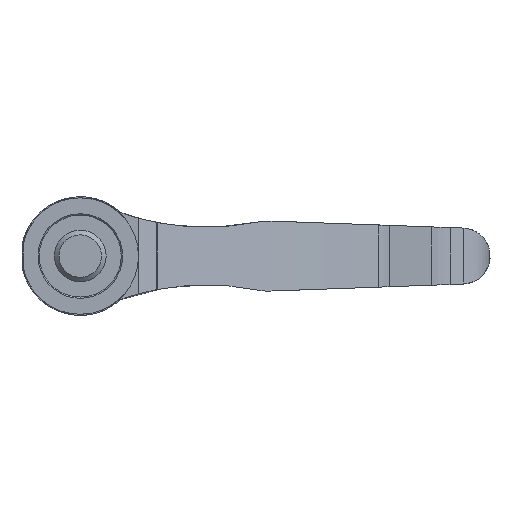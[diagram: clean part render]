
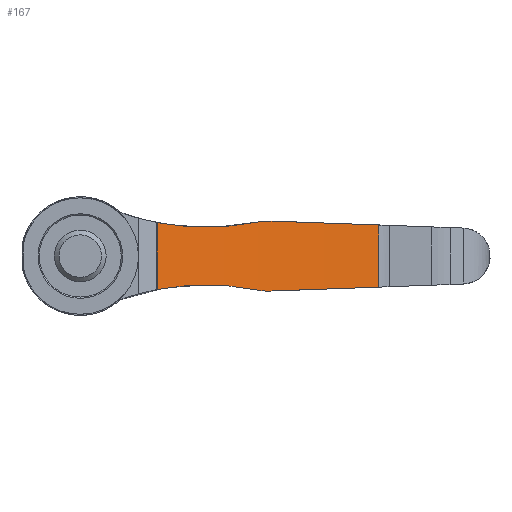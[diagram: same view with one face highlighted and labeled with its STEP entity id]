
A CAD part, front view. The second image highlights one B-rep face of the part: STEP entity #167.
In plain terms, the highlighted cylindrical face has radius 252.32 mm (diameter 504.64 mm), a partial arc.
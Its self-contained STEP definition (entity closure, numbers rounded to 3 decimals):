
#167 = ADVANCED_FACE( '', ( #354 ), #355, .F. );
#354 = FACE_OUTER_BOUND( '', #554, .T. );
#355 = CYLINDRICAL_SURFACE( '', #555, 252.32 );
#554 = EDGE_LOOP( '', ( #979, #980, #981, #982, #983, #984, #985, #986 ) );
#555 = AXIS2_PLACEMENT_3D( '', #987, #988, #989 );
#979 = ORIENTED_EDGE( '', *, *, #1231, .T. );
#980 = ORIENTED_EDGE( '', *, *, #1294, .F. );
#981 = ORIENTED_EDGE( '', *, *, #1251, .T. );
#982 = ORIENTED_EDGE( '', *, *, #1186, .T. );
#983 = ORIENTED_EDGE( '', *, *, #1284, .F. );
#984 = ORIENTED_EDGE( '', *, *, #1268, .T. );
#985 = ORIENTED_EDGE( '', *, *, #1165, .T. );
#986 = ORIENTED_EDGE( '', *, *, #1272, .F. );
#987 = CARTESIAN_POINT( '', ( 132.162, -195.671, 27.5 ) );
#988 = DIRECTION( '', ( 0., 0., 1. ) );
#989 = DIRECTION( '', ( -1., 0., 0. ) );
#1165 = EDGE_CURVE( '', #1393, #1394, #1395, .T. );
#1186 = EDGE_CURVE( '', #1428, #1426, #1429, .F. );
#1231 = EDGE_CURVE( '', #1502, #1500, #1503, .T. );
#1251 = EDGE_CURVE( '', #1529, #1428, #1530, .T. );
#1268 = EDGE_CURVE( '', #1552, #1393, #1553, .F. );
#1272 = EDGE_CURVE( '', #1502, #1394, #1557, .T. );
#1284 = EDGE_CURVE( '', #1552, #1426, #1574, .T. );
#1294 = EDGE_CURVE( '', #1529, #1500, #1585, .T. );
#1393 = VERTEX_POINT( '', #1933 );
#1394 = VERTEX_POINT( '', #1934 );
#1395 = B_SPLINE_CURVE_WITH_KNOTS( '', 3, ( #1935, #1936, #1937, #1938 ), .UNSPECIFIED., .F., .F., ( 4, 4 ), ( 0., 0.003 ), .UNSPECIFIED. );
#1426 = VERTEX_POINT( '', #1977 );
#1428 = VERTEX_POINT( '', #1979 );
#1429 = ELLIPSE( '', #1980, 252.486, 252.32 );
#1500 = VERTEX_POINT( '', #2126 );
#1502 = VERTEX_POINT( '', #2131 );
#1503 = LINE( '', #2132, #2133 );
#1529 = VERTEX_POINT( '', #2190 );
#1530 = B_SPLINE_CURVE_WITH_KNOTS( '', 3, ( #2191, #2192, #2193, #2194 ), .UNSPECIFIED., .F., .F., ( 4, 4 ), ( 0., 0.003 ), .UNSPECIFIED. );
#1552 = VERTEX_POINT( '', #2220 );
#1553 = ELLIPSE( '', #2221, 252.486, 252.32 );
#1557 = B_SPLINE_CURVE_WITH_KNOTS( '', 3, ( #2226, #2227, #2228, #2229, #2230, #2231 ), .UNSPECIFIED., .F., .F., ( 4, 2, 4 ), ( 0., 0.013, 0.025 ), .UNSPECIFIED. );
#1574 = LINE( '', #2253, #2254 );
#1585 = B_SPLINE_CURVE_WITH_KNOTS( '', 3, ( #2267, #2268, #2269, #2270, #2271, #2272 ), .UNSPECIFIED., .F., .F., ( 4, 2, 4 ), ( 0., 0.013, 0.025 ), .UNSPECIFIED. );
#1933 = CARTESIAN_POINT( '', ( 43.967, 40.734, 8.117 ) );
#1934 = CARTESIAN_POINT( '', ( 41.13, 39.656, 7.875 ) );
#1935 = CARTESIAN_POINT( '', ( 43.967, 40.734, 8.117 ) );
#1936 = CARTESIAN_POINT( '', ( 43.011, 40.377, 8.152 ) );
#1937 = CARTESIAN_POINT( '', ( 42.065, 40.017, 8.071 ) );
#1938 = CARTESIAN_POINT( '', ( 41.13, 39.656, 7.875 ) );
#1977 = CARTESIAN_POINT( '', ( 69.134, 48.65, -7.203 ) );
#1979 = CARTESIAN_POINT( '', ( 43.967, 40.734, -8.117 ) );
#1980 = AXIS2_PLACEMENT_3D( '', #2385, #2386, #2387 );
#2126 = CARTESIAN_POINT( '', ( 17.866, 29.278, -7.733 ) );
#2131 = CARTESIAN_POINT( '', ( 17.866, 29.278, 7.733 ) );
#2132 = CARTESIAN_POINT( '', ( 17.866, 29.278, 27.5 ) );
#2133 = VECTOR( '', #2446, 1000. );
#2190 = CARTESIAN_POINT( '', ( 41.13, 39.656, -7.875 ) );
#2191 = CARTESIAN_POINT( '', ( 41.13, 39.656, -7.875 ) );
#2192 = CARTESIAN_POINT( '', ( 42.065, 40.017, -8.071 ) );
#2193 = CARTESIAN_POINT( '', ( 43.011, 40.377, -8.152 ) );
#2194 = CARTESIAN_POINT( '', ( 43.967, 40.734, -8.117 ) );
#2220 = CARTESIAN_POINT( '', ( 69.134, 48.65, 7.203 ) );
#2221 = AXIS2_PLACEMENT_3D( '', #2491, #2492, #2493 );
#2226 = CARTESIAN_POINT( '', ( 17.866, 29.278, 7.733 ) );
#2227 = CARTESIAN_POINT( '', ( 21.66, 31.205, 6.984 ) );
#2228 = CARTESIAN_POINT( '', ( 25.496, 33.033, 6.616 ) );
#2229 = CARTESIAN_POINT( '', ( 33.25, 36.493, 6.645 ) );
#2230 = CARTESIAN_POINT( '', ( 37.17, 38.124, 7.043 ) );
#2231 = CARTESIAN_POINT( '', ( 41.13, 39.656, 7.875 ) );
#2253 = CARTESIAN_POINT( '', ( 69.134, 48.65, 27.5 ) );
#2254 = VECTOR( '', #2512, 1000. );
#2267 = CARTESIAN_POINT( '', ( 41.13, 39.656, -7.875 ) );
#2268 = CARTESIAN_POINT( '', ( 37.17, 38.124, -7.043 ) );
#2269 = CARTESIAN_POINT( '', ( 33.25, 36.493, -6.645 ) );
#2270 = CARTESIAN_POINT( '', ( 25.496, 33.033, -6.616 ) );
#2271 = CARTESIAN_POINT( '', ( 21.66, 31.205, -6.984 ) );
#2272 = CARTESIAN_POINT( '', ( 17.866, 29.278, -7.733 ) );
#2385 = CARTESIAN_POINT( '', ( 132.162, -195.671, -4.914 ) );
#2386 = DIRECTION( '', ( -0.036, 0., 0.999 ) );
#2387 = DIRECTION( '', ( -0.999, 0., -0.036 ) );
#2446 = DIRECTION( '', ( 0., 0., -1. ) );
#2491 = CARTESIAN_POINT( '', ( 132.162, -195.671, 4.914 ) );
#2492 = DIRECTION( '', ( -0.036, 0., -0.999 ) );
#2493 = DIRECTION( '', ( 0.999, 0., -0.036 ) );
#2512 = DIRECTION( '', ( 0., 0., -1. ) );
